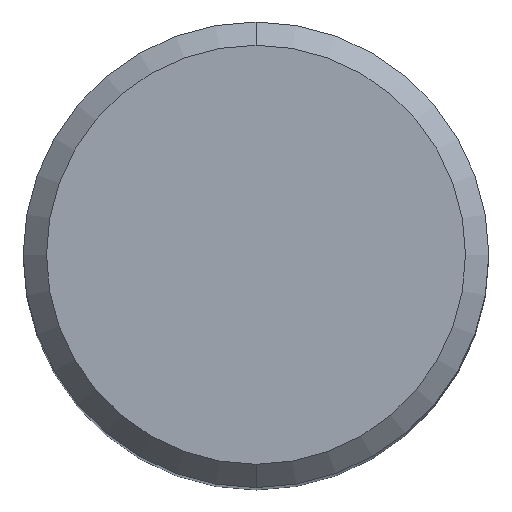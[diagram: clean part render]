
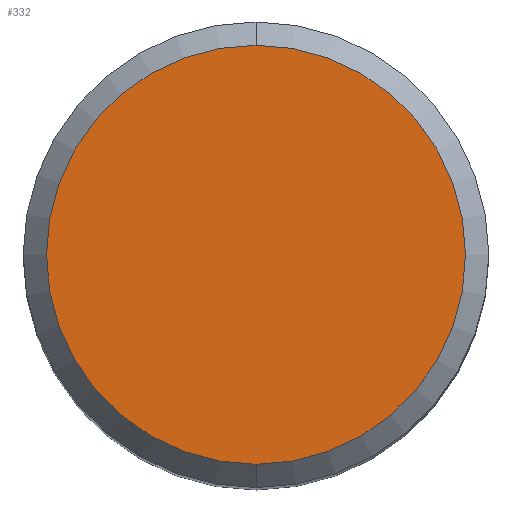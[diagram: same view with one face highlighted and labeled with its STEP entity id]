
A CAD part, top view. The second image highlights one B-rep face of the part: STEP entity #332.
In plain terms, the highlighted planar face has unit normal (0, 0, 1).
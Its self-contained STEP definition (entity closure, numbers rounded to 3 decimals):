
#232=VERTEX_POINT('',#539);
#258=EDGE_CURVE('',#232,#284,#566,.T.);
#284=VERTEX_POINT('',#595);
#314=EDGE_CURVE('',#284,#232,#629,.T.);
#332=ADVANCED_FACE('',(#647),#648,.T.);
#539=CARTESIAN_POINT('',(0.,-7.2,0.0));
#566=CIRCLE('',#1018,7.2);
#595=CARTESIAN_POINT('',(0.0,7.2,0.0));
#629=CIRCLE('',#1127,7.2);
#647=FACE_OUTER_BOUND('',#1175,.T.);
#648=PLANE('',#1176);
#1018=AXIS2_PLACEMENT_3D('',#1576,#1577,#1578);
#1127=AXIS2_PLACEMENT_3D('',#1660,#1661,#1662);
#1175=EDGE_LOOP('',(#1676,#1677));
#1176=AXIS2_PLACEMENT_3D('',#1678,#1679,#1680);
#1576=CARTESIAN_POINT('',(0.0,0.0,0.0));
#1577=DIRECTION('',(0.0,0.0,-1.0));
#1578=DIRECTION('',(0.0,1.0,0.0));
#1660=CARTESIAN_POINT('',(0.0,0.0,0.0));
#1661=DIRECTION('',(0.0,0.0,-1.0));
#1662=DIRECTION('',(0.0,1.0,0.0));
#1676=ORIENTED_EDGE('',*,*,#314,.F.);
#1677=ORIENTED_EDGE('',*,*,#258,.F.);
#1678=CARTESIAN_POINT('',(0.0,3.6,0.0));
#1679=DIRECTION('',(-0.0,0.0,1.0));
#1680=DIRECTION('',(0.0,-1.0,0.0));
